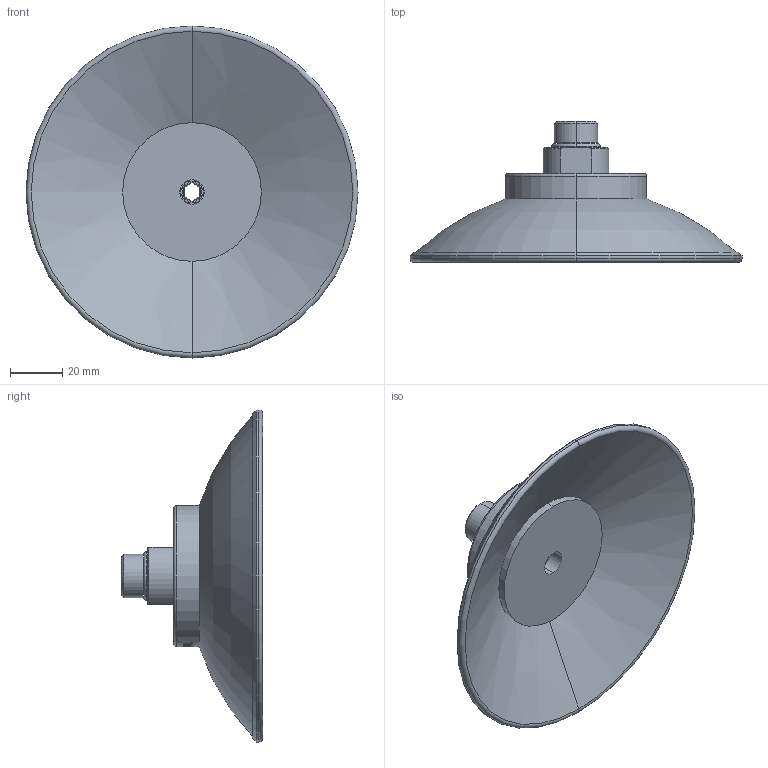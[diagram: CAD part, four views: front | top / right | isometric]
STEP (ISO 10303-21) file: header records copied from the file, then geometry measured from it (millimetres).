
FILE_DESCRIPTION(('STEP AP214'),'1');
FILE_NAME('COVAL_CFC125M38G.stp','2017-12-27T16:15:53',('TraceParts'),('TraceParts S.A.'),'Spatial InterOp 3D',' ',' ');
FILE_SCHEMA(('automotive_design'));
Length unit declared in the file: millimetre
Products named in the file (2): COVAL_CFC125M38G_1; COVAL_CFC125M38G_2
Bounding box: 127 x 54 x 127 mm (x, y, z)
Volume: 121313.4 mm3; surface area: 35591.3 mm2
Topology: 3 solids, 3 shells, 132 faces, 305 edges, 192 vertices
Faces by surface type: plane 40, cylinder 33, bspline 29, cone 16, torus 14
Entity records: 9883 total; most frequent: CARTESIAN_POINT 5957, ORIENTED_EDGE 610, DIRECTION 528, EDGE_CURVE 305, AXIS2_PLACEMENT_3D 217, VERTEX_POINT 192, EDGE_LOOP 151, STYLED_ITEM 134
